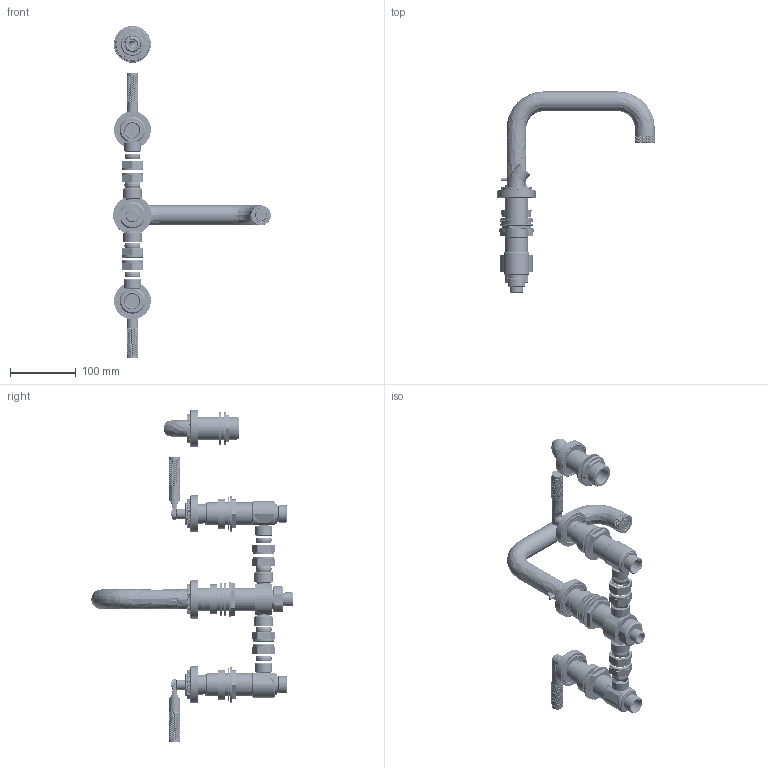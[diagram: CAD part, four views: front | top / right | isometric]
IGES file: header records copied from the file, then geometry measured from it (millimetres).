
Global section: file name: V7K48-2LK; native system: Autodesk Inventor 2018; preprocessor: unknown; author: clarkin; date: 20171006.094138; units: millimetre
Bounding box: 239.75 x 306 x 505 mm (x, y, z)
Volume: 704130.3 mm3; surface area: 439923.4 mm2
Topology: 106 solids, 107 shells, 31276 faces, 67788 edges, 37066 vertices
Faces by surface type: bspline 31276
